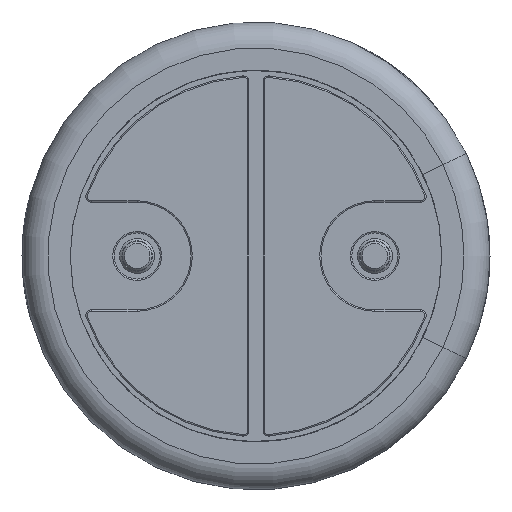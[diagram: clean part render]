
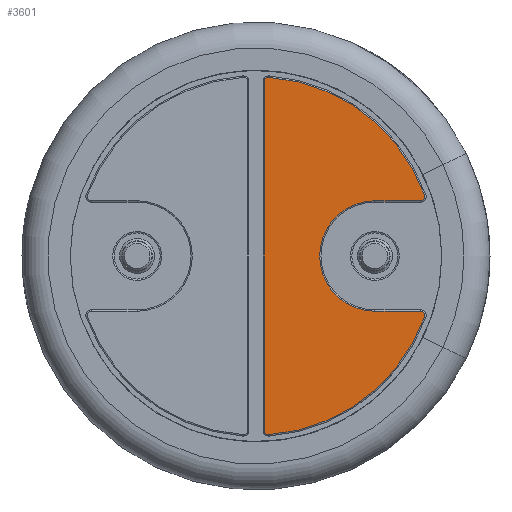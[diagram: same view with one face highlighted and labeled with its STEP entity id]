
A CAD part, front view. The second image highlights one B-rep face of the part: STEP entity #3601.
In plain terms, the highlighted planar face has unit normal (0, -1, 0).
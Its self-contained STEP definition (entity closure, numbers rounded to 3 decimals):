
#20=PLANE('',#3901);
#199=CIRCLE('',#3866,0.057);
#202=CIRCLE('',#3871,0.057);
#205=CIRCLE('',#3875,2.412);
#208=CIRCLE('',#3879,0.057);
#212=CIRCLE('',#3885,0.743);
#216=CIRCLE('',#3891,0.057);
#218=CIRCLE('',#3894,2.412);
#406=FACE_OUTER_BOUND('',#587,.T.);
#587=EDGE_LOOP('',(#2883,#2884,#2885,#2886,#2887,#2888,#2889,#2890,#2891,
#2892));
#753=LINE('',#6977,#909);
#755=LINE('',#7001,#911);
#757=LINE('',#7013,#913);
#909=VECTOR('',#4477,10.);
#911=VECTOR('',#4507,10.);
#913=VECTOR('',#4521,10.);
#1505=VERTEX_POINT('',#6965);
#1508=VERTEX_POINT('',#6970);
#1510=VERTEX_POINT('',#6975);
#1512=VERTEX_POINT('',#6981);
#1514=VERTEX_POINT('',#6987);
#1516=VERTEX_POINT('',#6993);
#1518=VERTEX_POINT('',#6999);
#1520=VERTEX_POINT('',#7005);
#1522=VERTEX_POINT('',#7011);
#1524=VERTEX_POINT('',#7017);
#1973=EDGE_CURVE('',#1508,#1505,#199,.T.);
#1975=EDGE_CURVE('',#1510,#1508,#753,.T.);
#1978=EDGE_CURVE('',#1512,#1510,#202,.T.);
#1981=EDGE_CURVE('',#1514,#1512,#205,.T.);
#1984=EDGE_CURVE('',#1516,#1514,#208,.T.);
#1987=EDGE_CURVE('',#1518,#1516,#755,.T.);
#1990=EDGE_CURVE('',#1520,#1518,#212,.T.);
#1993=EDGE_CURVE('',#1522,#1520,#757,.T.);
#1996=EDGE_CURVE('',#1524,#1522,#216,.T.);
#1998=EDGE_CURVE('',#1505,#1524,#218,.T.);
#2883=ORIENTED_EDGE('',*,*,#1973,.F.);
#2884=ORIENTED_EDGE('',*,*,#1975,.F.);
#2885=ORIENTED_EDGE('',*,*,#1978,.F.);
#2886=ORIENTED_EDGE('',*,*,#1981,.F.);
#2887=ORIENTED_EDGE('',*,*,#1984,.F.);
#2888=ORIENTED_EDGE('',*,*,#1987,.F.);
#2889=ORIENTED_EDGE('',*,*,#1990,.F.);
#2890=ORIENTED_EDGE('',*,*,#1993,.F.);
#2891=ORIENTED_EDGE('',*,*,#1996,.F.);
#2892=ORIENTED_EDGE('',*,*,#1998,.F.);
#3601=ADVANCED_FACE('',(#406),#20,.F.);
#3866=AXIS2_PLACEMENT_3D('',#6972,#4471,#4472);
#3871=AXIS2_PLACEMENT_3D('',#6983,#4483,#4484);
#3875=AXIS2_PLACEMENT_3D('',#6989,#4491,#4492);
#3879=AXIS2_PLACEMENT_3D('',#6995,#4499,#4500);
#3885=AXIS2_PLACEMENT_3D('',#7007,#4513,#4514);
#3891=AXIS2_PLACEMENT_3D('',#7019,#4527,#4528);
#3894=AXIS2_PLACEMENT_3D('',#7022,#4533,#4534);
#3901=AXIS2_PLACEMENT_3D('',#7035,#4553,#4554);
#4471=DIRECTION('center_axis',(0.,1.,0.));
#4472=DIRECTION('ref_axis',(-0.681,0.,0.732));
#4477=DIRECTION('',(0.,0.,1.));
#4483=DIRECTION('center_axis',(0.,1.,0.));
#4484=DIRECTION('ref_axis',(-0.681,0.,-0.732));
#4491=DIRECTION('center_axis',(0.,1.,0.));
#4492=DIRECTION('ref_axis',(0.604,0.,-0.797));
#4499=DIRECTION('center_axis',(0.,1.,0.));
#4500=DIRECTION('ref_axis',(0.818,0.,0.575));
#4507=DIRECTION('',(1.,0.,0.));
#4513=DIRECTION('center_axis',(0.,-1.,0.));
#4514=DIRECTION('ref_axis',(-1.,0.,0.));
#4521=DIRECTION('',(-1.,0.,0.));
#4527=DIRECTION('center_axis',(0.,1.,0.));
#4528=DIRECTION('ref_axis',(0.818,0.,-0.575));
#4533=DIRECTION('center_axis',(0.,1.,0.));
#4534=DIRECTION('ref_axis',(0.604,0.,0.797));
#4553=DIRECTION('center_axis',(0.,1.,0.));
#4554=DIRECTION('ref_axis',(0.,0.,1.));
#6965=CARTESIAN_POINT('',(0.174,-0.05,2.406));
#6970=CARTESIAN_POINT('',(0.113,-0.05,2.349));
#6972=CARTESIAN_POINT('Origin',(0.17,-0.05,2.349));
#6975=CARTESIAN_POINT('',(0.113,-0.05,-2.349));
#6977=CARTESIAN_POINT('',(0.113,-0.05,1.174));
#6981=CARTESIAN_POINT('',(0.174,-0.05,-2.406));
#6983=CARTESIAN_POINT('Origin',(0.17,-0.05,-2.349));
#6987=CARTESIAN_POINT('',(2.269,-0.05,-0.819));
#6989=CARTESIAN_POINT('Origin',(0.,-0.05,0.));
#6993=CARTESIAN_POINT('',(2.215,-0.05,-0.743));
#6995=CARTESIAN_POINT('Origin',(2.215,-0.05,-0.8));
#6999=CARTESIAN_POINT('',(1.6,-0.05,-0.743));
#7001=CARTESIAN_POINT('',(1.704,-0.05,-0.743));
#7005=CARTESIAN_POINT('',(1.6,-0.05,0.743));
#7007=CARTESIAN_POINT('Origin',(1.6,-0.05,0.));
#7011=CARTESIAN_POINT('',(2.215,-0.05,0.743));
#7013=CARTESIAN_POINT('',(1.396,-0.05,0.743));
#7017=CARTESIAN_POINT('',(2.269,-0.05,0.819));
#7019=CARTESIAN_POINT('Origin',(2.215,-0.05,0.8));
#7022=CARTESIAN_POINT('Origin',(0.,-0.05,0.));
#7035=CARTESIAN_POINT('Origin',(1.192,-0.05,0.));
